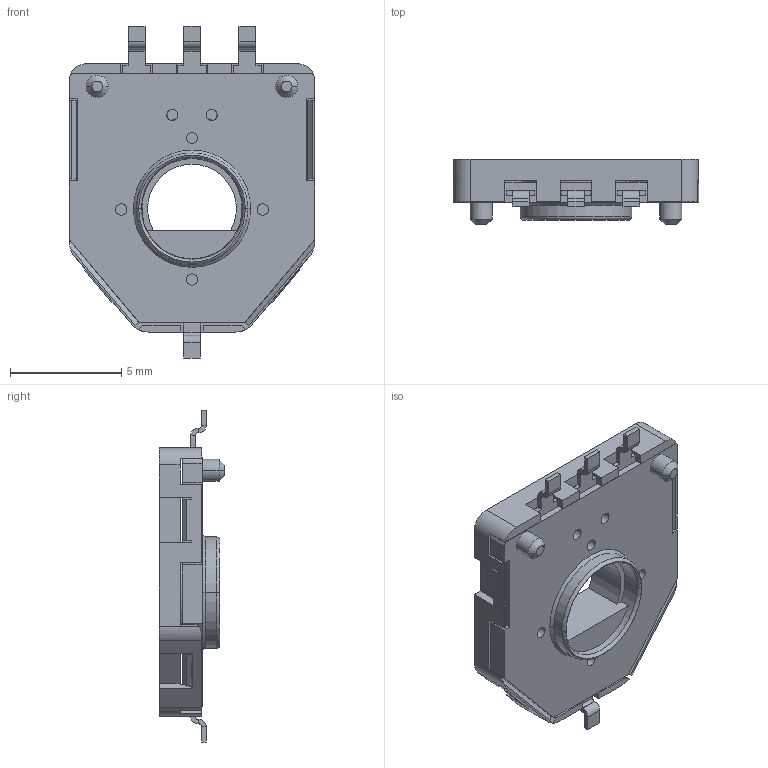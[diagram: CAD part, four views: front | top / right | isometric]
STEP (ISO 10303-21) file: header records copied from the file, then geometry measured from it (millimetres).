
FILE_DESCRIPTION((''),'2;1');
FILE_NAME('3382G-001-XXX','2016-03-02T',('RICKB'),('Bourns, Inc.'),'PRO/ENGINEER BY PARAMETRIC TECHNOLOGY CORPORATION, 2012230','PRO/ENGINEER BY PARAMETRIC TECHNOLOGY CORPORATION, 2012230','');
FILE_SCHEMA(('CONFIG_CONTROL_DESIGN'));
Length unit declared in the file: millimetre
Products named in the file (1): 3382G-001-XXX
Bounding box: 11.02 x 2.95 x 14.9 mm (x, y, z)
Volume: 158.9 mm3; surface area: 697 mm2
Topology: 1 solids, 1 shells, 430 faces, 1142 edges, 718 vertices
Faces by surface type: plane 314, cylinder 84, bspline 16, torus 10, cone 6
Entity records: 13920 total; most frequent: CARTESIAN_POINT 3189, ORIENTED_EDGE 2284, DIRECTION 2122, EDGE_CURVE 1142, VECTOR 864, LINE 864, VERTEX_POINT 718, AXIS2_PLACEMENT_3D 629
